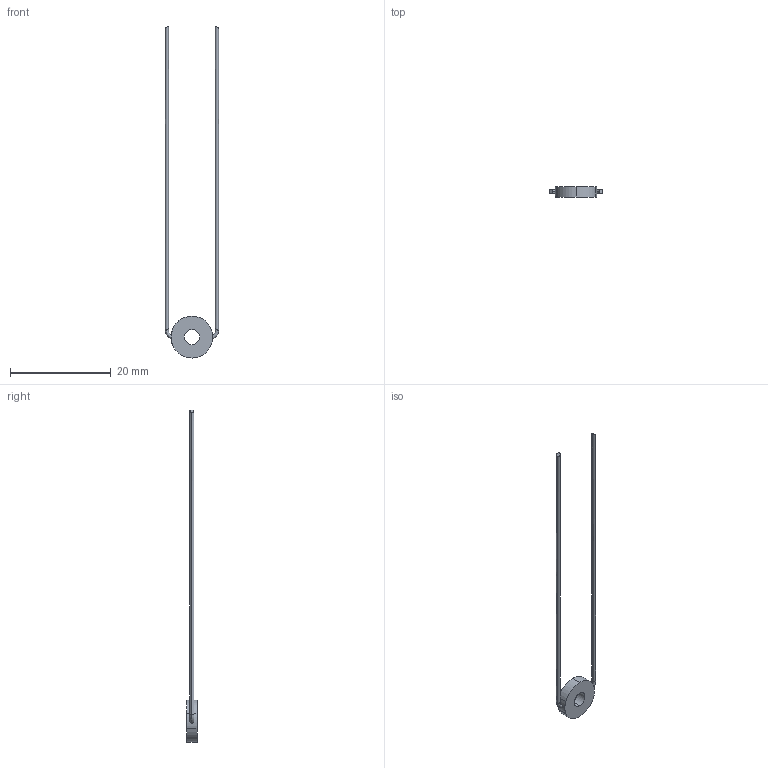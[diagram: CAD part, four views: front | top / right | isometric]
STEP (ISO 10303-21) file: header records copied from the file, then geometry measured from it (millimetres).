
FILE_DESCRIPTION (( 'STEP AP214' ), '1' );
FILE_NAME ('CTN009775.STEP', '2017-04-20T07:34:59', ( '' ), ( '' ), 'SwSTEP 2.0', 'SolidWorks 2016', '' );
FILE_SCHEMA (( 'AUTOMOTIVE_DESIGN' ));
Length unit declared in the file: millimetre
Products named in the file (1): CTN009775
Bounding box: 10.59 x 2 x 65.83 mm (x, y, z)
Volume: 144.9 mm3; surface area: 448.6 mm2
Topology: 1 solids, 1 shells, 38 faces, 97 edges, 63 vertices
Faces by surface type: bspline 16, plane 13, cylinder 9
Entity records: 2589 total; most frequent: CARTESIAN_POINT 1472, ORIENTED_EDGE 194, DIRECTION 134, EDGE_CURVE 97, VERTEX_POINT 63, AXIS2_PLACEMENT_3D 55, EDGE_LOOP 42, B_SPLINE_CURVE_WITH_KNOTS 40
